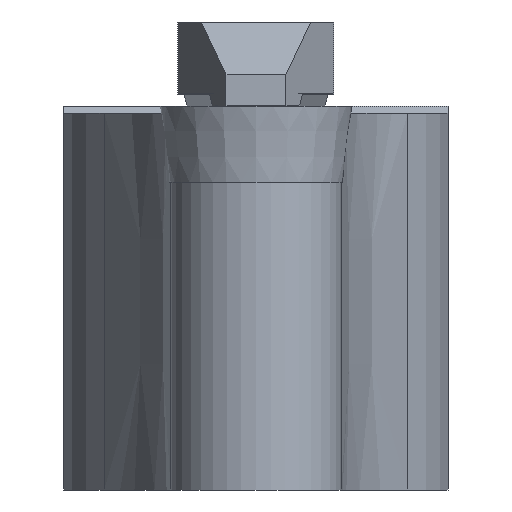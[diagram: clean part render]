
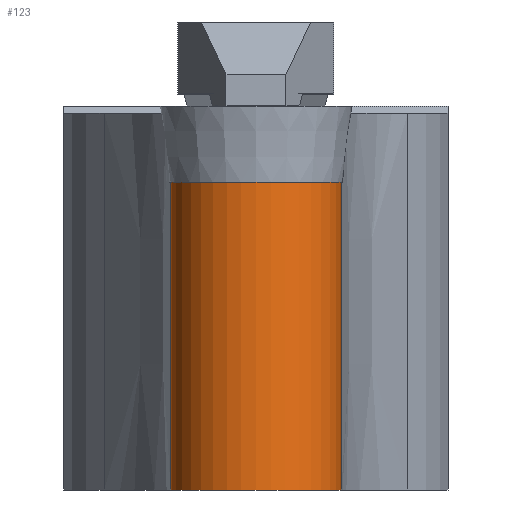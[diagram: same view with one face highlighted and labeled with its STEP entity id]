
A CAD part, left-side view. The second image highlights one B-rep face of the part: STEP entity #123.
In plain terms, the highlighted cylindrical face has radius 3.559 mm (diameter 7.119 mm), a partial arc.
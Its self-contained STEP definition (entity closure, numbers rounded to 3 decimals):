
#101=CYLINDRICAL_SURFACE('',#633,3.56);
#106=CIRCLE('',#631,3.56);
#107=CIRCLE('',#632,3.56);
#123=ADVANCED_FACE('',(#159),#101,.T.);
#159=FACE_OUTER_BOUND('',#189,.T.);
#189=EDGE_LOOP('',(#332,#333,#334,#335));
#222=LINE('',#839,#272);
#224=LINE('',#858,#275);
#272=VECTOR('',#679,1.);
#275=VECTOR('',#684,1.);
#332=ORIENTED_EDGE('',*,*,#546,.F.);
#333=ORIENTED_EDGE('',*,*,#547,.T.);
#334=ORIENTED_EDGE('',*,*,#548,.F.);
#335=ORIENTED_EDGE('',*,*,#542,.F.);
#488=VERTEX_POINT('',#838);
#489=VERTEX_POINT('',#840);
#492=VERTEX_POINT('',#857);
#493=VERTEX_POINT('',#859);
#542=EDGE_CURVE('',#488,#489,#222,.T.);
#546=EDGE_CURVE('',#492,#488,#106,.T.);
#547=EDGE_CURVE('',#492,#493,#224,.T.);
#548=EDGE_CURVE('',#489,#493,#107,.T.);
#631=AXIS2_PLACEMENT_3D('',#856,#682,#683);
#632=AXIS2_PLACEMENT_3D('',#860,#685,#686);
#633=AXIS2_PLACEMENT_3D('',#861,#687,#688);
#679=DIRECTION('',(0.,0.,-1.));
#682=DIRECTION('',(0.,0.,1.));
#683=DIRECTION('',(1.,0.,0.));
#684=DIRECTION('',(0.,0.,-1.));
#685=DIRECTION('',(0.,0.,-1.));
#686=DIRECTION('',(1.,0.,0.));
#687=DIRECTION('',(0.,0.,1.));
#688=DIRECTION('',(1.,0.,0.));
#838=CARTESIAN_POINT('',(4.,-3.56,-3.18));
#839=CARTESIAN_POINT('',(4.,-3.56,-35.));
#840=CARTESIAN_POINT('',(4.,-3.56,-16.));
#856=CARTESIAN_POINT('',(4.,0.,-3.18));
#857=CARTESIAN_POINT('',(4.,3.56,-3.18));
#858=CARTESIAN_POINT('',(4.,3.56,-35.));
#859=CARTESIAN_POINT('',(4.,3.56,-16.));
#860=CARTESIAN_POINT('',(4.,0.,-16.));
#861=CARTESIAN_POINT('',(4.,0.,-35.));
